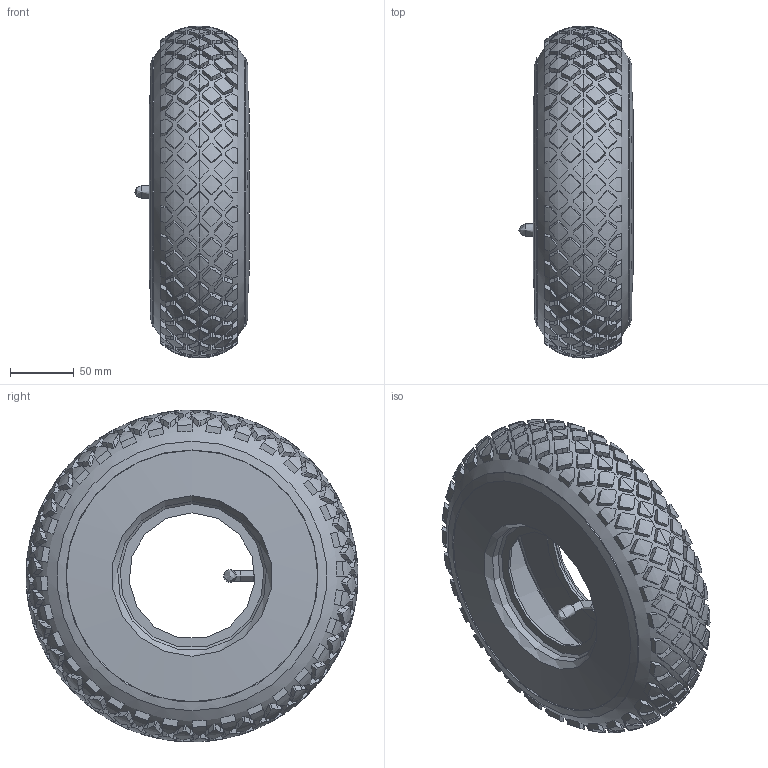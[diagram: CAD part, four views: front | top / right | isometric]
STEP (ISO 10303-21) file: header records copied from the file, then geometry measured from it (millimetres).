
FILE_DESCRIPTION (( 'STEP AP214' ), '1' );
FILE_NAME ('0023825_DS2-260-085-VS1-PR4.step', '2018-05-24T12:40:30', ( '' ), ( '' ), 'SwSTEP 2.0', 'SolidWorks 2018', '' );
FILE_SCHEMA (( 'AUTOMOTIVE_DESIGN' ));
Length unit declared in the file: millimetre
Products named in the file (3): 0023825_DS2-260-085-VS1-PR4; 0015587_D2-260-085_MODEL; 0023677_S-260-085-VS1_Ventil_MODEL
Assembly tree (2 placements, depth 2):
  0023825_DS2-260-085-VS1-PR4
    0023677_S-260-085-VS1_Ventil_MODEL
    0015587_D2-260-085_MODEL
Bounding box: 89.56 x 260.02 x 260.02 mm (x, y, z)
Volume: 356665.9 mm3; surface area: 299384.6 mm2
Topology: 3 solids, 3 shells, 2479 faces, 6702 edges, 4415 vertices
Faces by surface type: bspline 1984, torus 273, plane 198, cone 14, cylinder 9, sphere 1
Full cylindrical faces by diameter (mm): 8.2 x2, 9.7 x1, 99.024 x2, 117.024 x2, 121.024 x2
Entity records: 122083 total; most frequent: CARTESIAN_POINT 77832, ORIENTED_EDGE 13272, EDGE_CURVE 6636, B_SPLINE_CURVE_WITH_KNOTS 6144, VERTEX_POINT 4396, EDGE_LOOP 2716, FACE_OUTER_BOUND 2505, ADVANCED_FACE 2479
